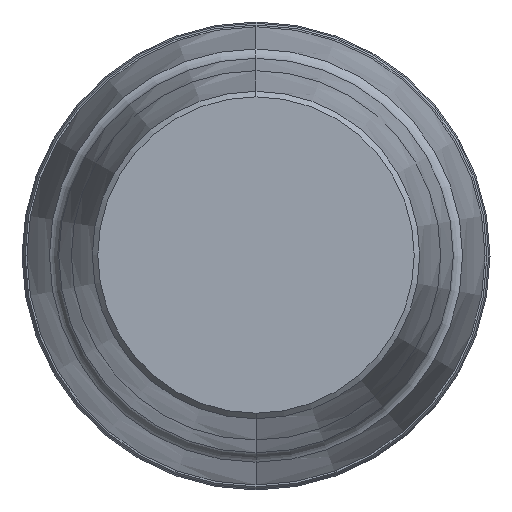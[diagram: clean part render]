
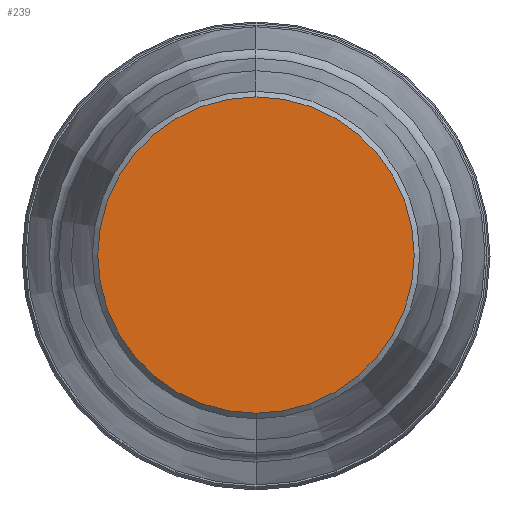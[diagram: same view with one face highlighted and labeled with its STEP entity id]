
A CAD part, top view. The second image highlights one B-rep face of the part: STEP entity #239.
In plain terms, the highlighted planar face has unit normal (0, 0, 1).
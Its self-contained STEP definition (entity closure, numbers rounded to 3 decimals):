
#53=PLANE('',#1123);
#239=ADVANCED_FACE('',(#313),#53,.F.);
#313=FACE_OUTER_BOUND('',#377,.T.);
#377=EDGE_LOOP('',(#656,#657));
#656=ORIENTED_EDGE('',*,*,#812,.F.);
#657=ORIENTED_EDGE('',*,*,#860,.F.);
#709=VERTEX_POINT('',#1606);
#710=VERTEX_POINT('',#1607);
#812=EDGE_CURVE('',#709,#710,#930,.T.);
#860=EDGE_CURVE('',#710,#709,#948,.T.);
#930=CIRCLE('',#1049,8.602);
#948=CIRCLE('',#1080,8.602);
#1049=AXIS2_PLACEMENT_3D('',#1605,#1282,#1283);
#1080=AXIS2_PLACEMENT_3D('',#1751,#1356,#1357);
#1123=AXIS2_PLACEMENT_3D('',#1810,#1448,#1449);
#1282=DIRECTION('',(0.,0.,-1.));
#1283=DIRECTION('',(0.,-1.,0.));
#1356=DIRECTION('',(0.,0.,-1.));
#1357=DIRECTION('',(0.,-1.,0.));
#1448=DIRECTION('',(0.,0.,-1.));
#1449=DIRECTION('',(0.,1.,0.));
#1605=CARTESIAN_POINT('',(0.,0.,
25.9));
#1606=CARTESIAN_POINT('',(0.,-8.602,25.9));
#1607=CARTESIAN_POINT('',(0.,8.602,25.9));
#1751=CARTESIAN_POINT('',(0.,0.,
25.9));
#1810=CARTESIAN_POINT('',(10.,10.,25.9));
